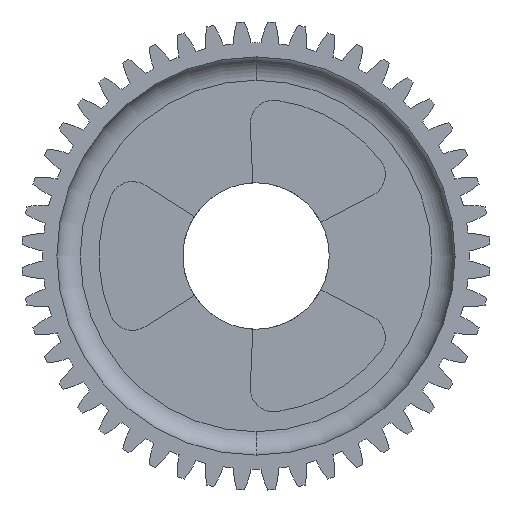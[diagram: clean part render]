
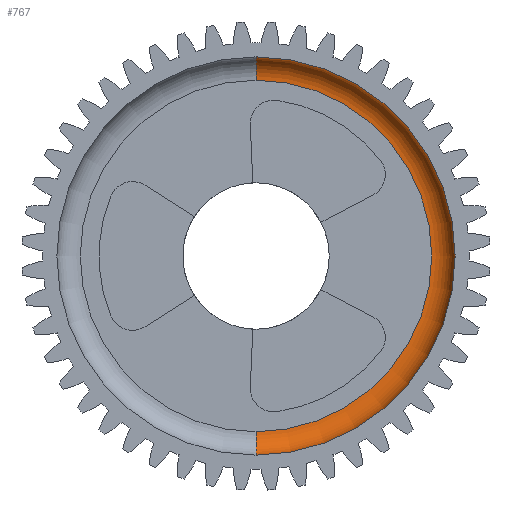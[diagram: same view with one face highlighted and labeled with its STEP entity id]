
A CAD part, left-side view. The second image highlights one B-rep face of the part: STEP entity #767.
In plain terms, the highlighted toroidal (fillet/blend) face has major radius 23.812 mm and minor radius 3.175 mm.
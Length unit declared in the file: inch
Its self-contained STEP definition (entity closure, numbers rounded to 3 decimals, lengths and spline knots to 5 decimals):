
#160 = VERTEX_POINT ( 'NONE', #1626 ) ;
#428 = CARTESIAN_POINT ( 'NONE',  ( -1.6365, 0.345, 0.64236 ) ) ;
#631 = ORIENTED_EDGE ( 'NONE', *, *, #7888, .T. ) ;
#763 = CARTESIAN_POINT ( 'NONE',  ( -1.6365, 0.345, 1.57986 ) ) ;
#767 = ADVANCED_FACE ( 'NONE', ( #3117 ), #3505, .F. ) ;
#993 = CARTESIAN_POINT ( 'NONE',  ( -1.6365, 0.345, -0.42014 ) ) ;
#1056 = DIRECTION ( 'NONE',  ( 0., 0., 1. ) ) ;
#1059 = VERTEX_POINT ( 'NONE', #7677 ) ;
#1179 = ORIENTED_EDGE ( 'NONE', *, *, #7133, .F. ) ;
#1377 = DIRECTION ( 'NONE',  ( 0., 0., -1. ) ) ;
#1519 = ORIENTED_EDGE ( 'NONE', *, *, #3690, .F. ) ;
#1626 = CARTESIAN_POINT ( 'NONE',  ( -1.5115, 0.345, -0.29514 ) ) ;
#2311 = CIRCLE ( 'NONE', #5722, 0.9375 ) ;
#2403 = EDGE_LOOP ( 'NONE', ( #1519, #631, #2495, #1179 ) ) ;
#2495 = ORIENTED_EDGE ( 'NONE', *, *, #4353, .F. ) ;
#2609 = DIRECTION ( 'NONE',  ( -1., 0., 0. ) ) ;
#2910 = CARTESIAN_POINT ( 'NONE',  ( -1.6365, 0.345, -0.29514 ) ) ;
#3117 = FACE_OUTER_BOUND ( 'NONE', #2403, .T. ) ;
#3320 = AXIS2_PLACEMENT_3D ( 'NONE', #2910, #7185, #3516 ) ;
#3505 = TOROIDAL_SURFACE ( 'NONE', #5611, 0.9375, 0.125 ) ;
#3516 = DIRECTION ( 'NONE',  ( 0., 0., 1. ) ) ;
#3577 = DIRECTION ( 'NONE',  ( -1., 0., 0. ) ) ;
#3690 = EDGE_CURVE ( 'NONE', #160, #1059, #2311, .T. ) ;
#4177 = CIRCLE ( 'NONE', #7527, 0.125 ) ;
#4302 = CIRCLE ( 'NONE', #3320, 0.125 ) ;
#4353 = EDGE_CURVE ( 'NONE', #6523, #6438, #6605, .T. ) ;
#4438 = AXIS2_PLACEMENT_3D ( 'NONE', #428, #4725, #1056 ) ;
#4725 = DIRECTION ( 'NONE',  ( 1., 0., 0. ) ) ;
#5062 = DIRECTION ( 'NONE',  ( 0., -1., 0. ) ) ;
#5611 = AXIS2_PLACEMENT_3D ( 'NONE', #6289, #2609, #6889 ) ;
#5722 = AXIS2_PLACEMENT_3D ( 'NONE', #7247, #3577, #7869 ) ;
#6289 = CARTESIAN_POINT ( 'NONE',  ( -1.6365, 0.345, 0.64236 ) ) ;
#6438 = VERTEX_POINT ( 'NONE', #993 ) ;
#6523 = VERTEX_POINT ( 'NONE', #7206 ) ;
#6605 = CIRCLE ( 'NONE', #4438, 1.0625 ) ;
#6889 = DIRECTION ( 'NONE',  ( 0., 0., 1. ) ) ;
#7133 = EDGE_CURVE ( 'NONE', #1059, #6523, #4177, .T. ) ;
#7185 = DIRECTION ( 'NONE',  ( 0., 1., 0. ) ) ;
#7206 = CARTESIAN_POINT ( 'NONE',  ( -1.6365, 0.345, 1.70486 ) ) ;
#7247 = CARTESIAN_POINT ( 'NONE',  ( -1.5115, 0.345, 0.64236 ) ) ;
#7527 = AXIS2_PLACEMENT_3D ( 'NONE', #763, #5062, #1377 ) ;
#7677 = CARTESIAN_POINT ( 'NONE',  ( -1.5115, 0.345, 1.57986 ) ) ;
#7869 = DIRECTION ( 'NONE',  ( 0., 0., 1. ) ) ;
#7888 = EDGE_CURVE ( 'NONE', #160, #6438, #4302, .T. ) ;
